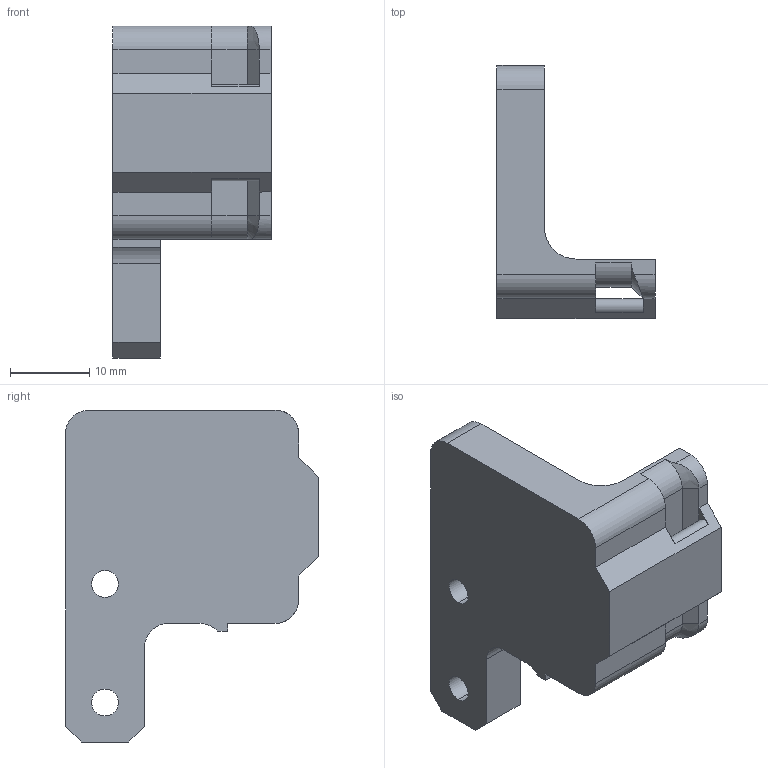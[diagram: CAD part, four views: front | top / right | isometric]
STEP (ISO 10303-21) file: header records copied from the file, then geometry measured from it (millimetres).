
FILE_DESCRIPTION (( 'STEP AP214' ), '1' );
FILE_NAME ('OA-Y20-P10-00.STEP', '2018-10-10T05:47:24', ( '' ), ( '' ), 'SwSTEP 2.0', 'SolidWorks 2014', '' );
FILE_SCHEMA (( 'AUTOMOTIVE_DESIGN' ));
Length unit declared in the file: millimetre
Products named in the file (1): OA-Y20-P10-00
Bounding box: 20 x 32 x 42 mm (x, y, z)
Volume: 7815.1 mm3; surface area: 3901.4 mm2
Topology: 1 solids, 1 shells, 50 faces, 137 edges, 87 vertices
Faces by surface type: plane 27, cylinder 17, cone 6
Entity records: 1653 total; most frequent: CARTESIAN_POINT 317, ORIENTED_EDGE 274, DIRECTION 271, EDGE_CURVE 137, LINE 97, VECTOR 97, VERTEX_POINT 87, AXIS2_PLACEMENT_3D 87
